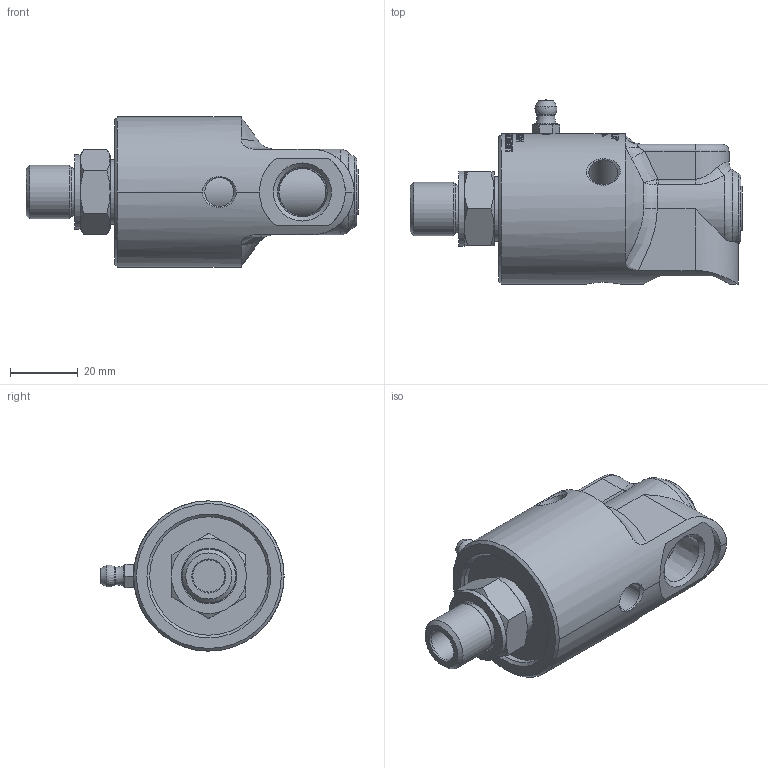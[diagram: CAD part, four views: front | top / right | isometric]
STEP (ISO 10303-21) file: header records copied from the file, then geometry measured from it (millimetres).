
FILE_DESCRIPTION(/* description */ (''),/* implementation_level */ '2;1');
FILE_NAME(/* name */ '57-050-004-ICs.stp',/* time_stamp */ '2022-01-10T14:31:42-06:00',/* author */ ('dyurkovich'),/* organization */ (''),/* preprocessor_version */ 'ST-DEVELOPER v18.1',/* originating_system */ 'Autodesk Inventor 2022',/* authorisation */ '');
FILE_SCHEMA (('AUTOMOTIVE_DESIGN { 1 0 10303 214 3 1 1 }'));
Products named in the file (1): 57-050-004-IC
Bounding box: 98.3 x 54.49 x 44.5 mm (x, y, z)
Volume: 88388.1 mm3; surface area: 17008.8 mm2
Topology: 2 solids, 2 shells, 862 faces, 2270 edges, 1501 vertices
Faces by surface type: bspline 373, plane 348, cylinder 107, cone 23, torus 9, sphere 2
Full cylindrical faces by diameter (mm): 6.325 x1, 8.6 x3, 9.5 x1, 13.889 x1, 15.839 x1, 16.5 x1, 19.15 x1, 22.2 x1, 35.05 x1
Entity records: 66725 total; most frequent: CARTESIAN_POINT 47111, ORIENTED_EDGE 4538, DIRECTION 3089, EDGE_CURVE 2269, VERTEX_POINT 1505, AXIS2_PLACEMENT_3D 1041, LINE 1007, VECTOR 1007
